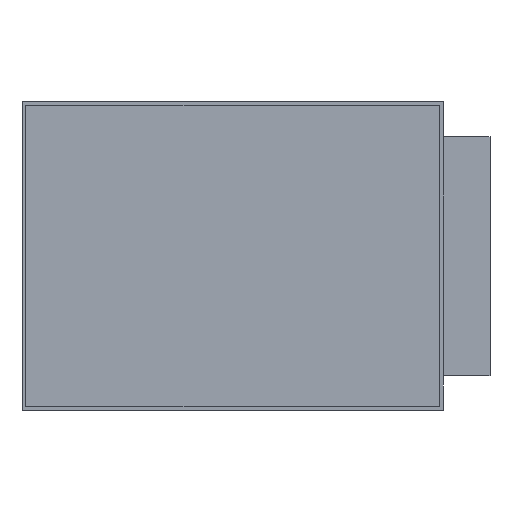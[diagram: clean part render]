
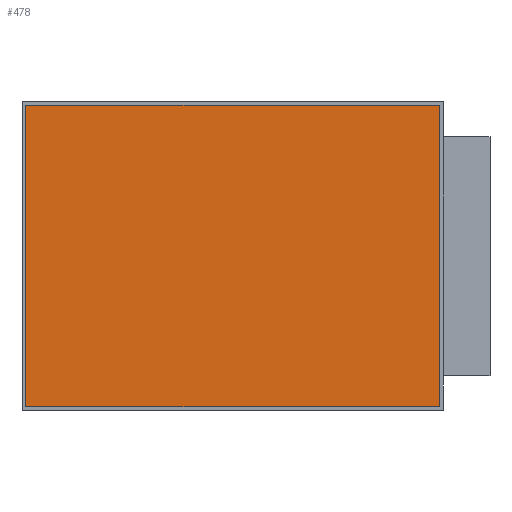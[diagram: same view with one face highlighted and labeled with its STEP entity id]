
A CAD part, top view. The second image highlights one B-rep face of the part: STEP entity #478.
In plain terms, the highlighted planar face has unit normal (0, 0, 1).
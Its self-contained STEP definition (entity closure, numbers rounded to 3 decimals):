
#289 = VERTEX_POINT('',#290);
#290 = CARTESIAN_POINT('',(-85.4,-62.3,0.78));
#298 = VERTEX_POINT('',#299);
#299 = CARTESIAN_POINT('',(-85.4,62.3,0.78));
#305 = EDGE_CURVE('',#289,#298,#306,.T.);
#306 = LINE('',#307,#308);
#307 = CARTESIAN_POINT('',(-85.4,-62.3,0.78));
#308 = VECTOR('',#309,1.);
#309 = DIRECTION('',(0.,1.,0.));
#321 = EDGE_CURVE('',#289,#322,#324,.T.);
#322 = VERTEX_POINT('',#323);
#323 = CARTESIAN_POINT('',(85.4,-62.3,0.78));
#324 = LINE('',#325,#326);
#325 = CARTESIAN_POINT('',(-85.4,-62.3,0.78));
#326 = VECTOR('',#327,1.);
#327 = DIRECTION('',(1.,0.,0.));
#346 = VERTEX_POINT('',#347);
#347 = CARTESIAN_POINT('',(85.4,62.3,0.78));
#353 = EDGE_CURVE('',#322,#346,#354,.T.);
#354 = LINE('',#355,#356);
#355 = CARTESIAN_POINT('',(85.4,-62.3,0.78));
#356 = VECTOR('',#357,1.);
#357 = DIRECTION('',(0.,1.,0.));
#369 = EDGE_CURVE('',#298,#346,#370,.T.);
#370 = LINE('',#371,#372);
#371 = CARTESIAN_POINT('',(-85.4,62.3,0.78));
#372 = VECTOR('',#373,1.);
#373 = DIRECTION('',(1.,0.,0.));
#478 = ADVANCED_FACE('',(#479),#485,.T.);
#479 = FACE_BOUND('',#480,.T.);
#480 = EDGE_LOOP('',(#481,#482,#483,#484));
#481 = ORIENTED_EDGE('',*,*,#305,.F.);
#482 = ORIENTED_EDGE('',*,*,#321,.T.);
#483 = ORIENTED_EDGE('',*,*,#353,.T.);
#484 = ORIENTED_EDGE('',*,*,#369,.F.);
#485 = PLANE('',#486);
#486 = AXIS2_PLACEMENT_3D('',#487,#488,#489);
#487 = CARTESIAN_POINT('',(-85.4,-62.3,0.78));
#488 = DIRECTION('',(0.,0.,1.));
#489 = DIRECTION('',(1.,0.,0.));
